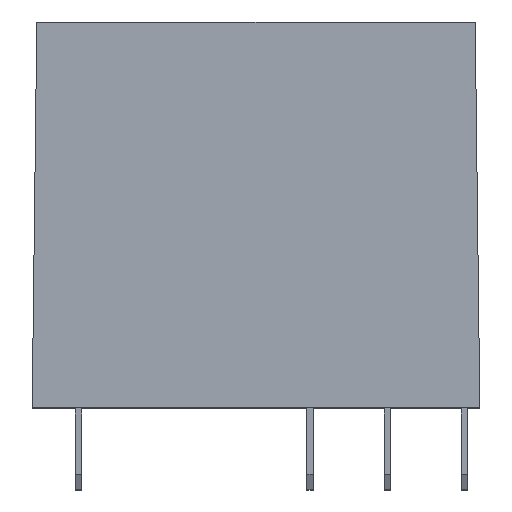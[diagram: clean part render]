
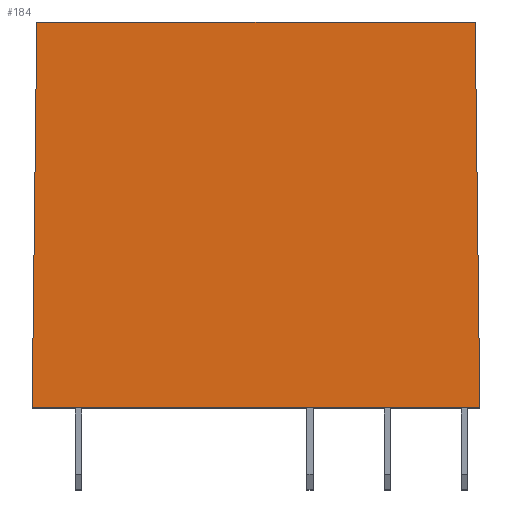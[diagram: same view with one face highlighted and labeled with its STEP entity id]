
A CAD part, top view. The second image highlights one B-rep face of the part: STEP entity #184.
In plain terms, the highlighted planar face has unit normal (0, 0, 1).
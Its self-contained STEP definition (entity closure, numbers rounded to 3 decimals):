
#184=ADVANCED_FACE('',(#370),#371,.F.);
#370=FACE_OUTER_BOUND('',#547,.T.);
#371=PLANE('',#548);
#547=EDGE_LOOP('',(#1023,#1024,#1025,#1026));
#548=AXIS2_PLACEMENT_3D('',#1027,#1028,#1029);
#1023=ORIENTED_EDGE('',*,*,#1213,.T.);
#1024=ORIENTED_EDGE('',*,*,#1201,.T.);
#1025=ORIENTED_EDGE('',*,*,#1206,.T.);
#1026=ORIENTED_EDGE('',*,*,#1210,.T.);
#1027=CARTESIAN_POINT('',(-14.5,12.43,6.2));
#1028=DIRECTION('',(0.,0.0,-1.0));
#1029=DIRECTION('',(-1.0,0.0,0.));
#1201=EDGE_CURVE('',#1470,#1468,#1471,.T.);
#1206=EDGE_CURVE('',#1468,#1476,#1478,.T.);
#1210=EDGE_CURVE('',#1476,#1482,#1484,.T.);
#1213=EDGE_CURVE('',#1482,#1470,#1487,.T.);
#1468=VERTEX_POINT('',#1863);
#1470=VERTEX_POINT('',#1866);
#1471=LINE('',#1867,#1868);
#1476=VERTEX_POINT('',#1875);
#1478=LINE('',#1878,#1879);
#1482=VERTEX_POINT('',#1884);
#1484=LINE('',#1887,#1888);
#1487=LINE('',#1892,#1893);
#1863=CARTESIAN_POINT('',(-28.7,25.0,6.2));
#1866=CARTESIAN_POINT('',(-0.3,25.0,6.2));
#1867=CARTESIAN_POINT('',(-0.3,25.0,6.2));
#1868=VECTOR('',#2018,1.0);
#1875=CARTESIAN_POINT('',(-29.0,0.0,6.2));
#1878=CARTESIAN_POINT('',(-28.7,25.0,6.2));
#1879=VECTOR('',#2022,1.0);
#1884=CARTESIAN_POINT('',(0.,0.0,6.2));
#1887=CARTESIAN_POINT('',(-29.0,0.0,6.2));
#1888=VECTOR('',#2025,1.0);
#1892=CARTESIAN_POINT('',(0.,0.0,6.2));
#1893=VECTOR('',#2027,1.0);
#2018=DIRECTION('',(-1.0,0.0,0.));
#2022=DIRECTION('',(-0.012,-1.,0.));
#2025=DIRECTION('',(1.0,0.0,0.));
#2027=DIRECTION('',(-0.012,1.,0.));
